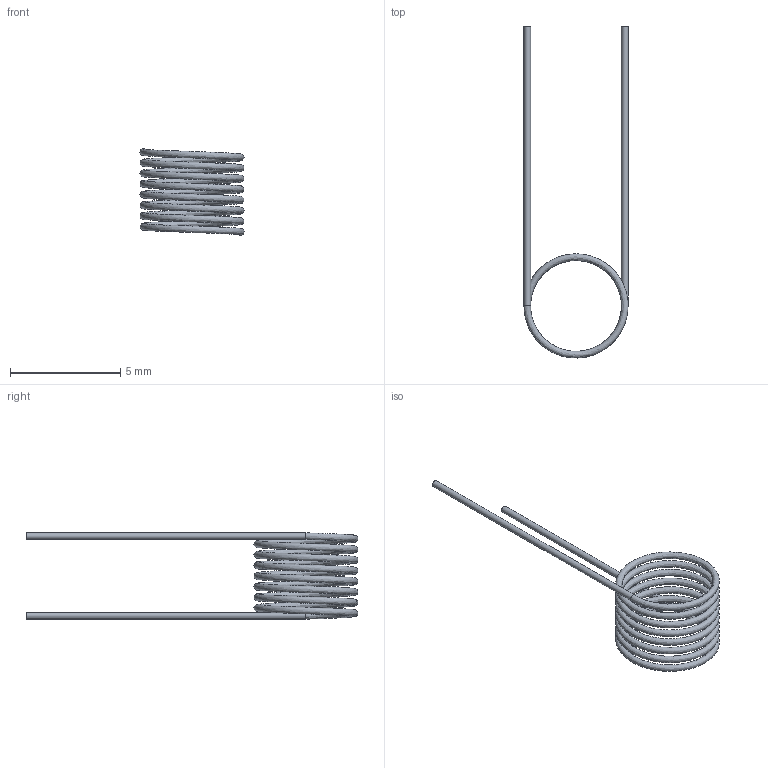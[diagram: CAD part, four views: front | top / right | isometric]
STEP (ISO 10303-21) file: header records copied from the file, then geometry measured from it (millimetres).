
FILE_DESCRIPTION(/* description */ (''),/* implementation_level */ '2;1');
FILE_NAME(/* name */ 'T012360109R ondrives torsion spring.step',/* time_stamp */ '2016-06-15T13:37:27+01:00',/* author */ (''),/* organization */ (''),/* preprocessor_version */ 'ST-DEVELOPER v16.5',/* originating_system */ 'Autodesk Translation Framework v5.0.0.3310',/* authorisation */ '');
FILE_SCHEMA (('AUTOMOTIVE_DESIGN { 1 0 10303 214 3 1 1 }'));
Length unit declared in the file: centimetre
Products named in the file (1): Untitled(1)
Bounding box: 4.72 x 15.06 x 3.92 mm (x, y, z)
Volume: 9.2 mm3; surface area: 122.3 mm2
Topology: 1 solids, 1 shells, 5 faces, 9 edges, 6 vertices
Faces by surface type: cylinder 2, plane 2, bspline 1
Full cylindrical faces by diameter (mm): 0.3 x2
Entity records: 1225 total; most frequent: CARTESIAN_POINT 1106, DIRECTION 22, ORIENTED_EDGE 14, AXIS2_PLACEMENT_3D 11, EDGE_LOOP 7, EDGE_CURVE 7, CIRCLE 6, VERTEX_POINT 6
